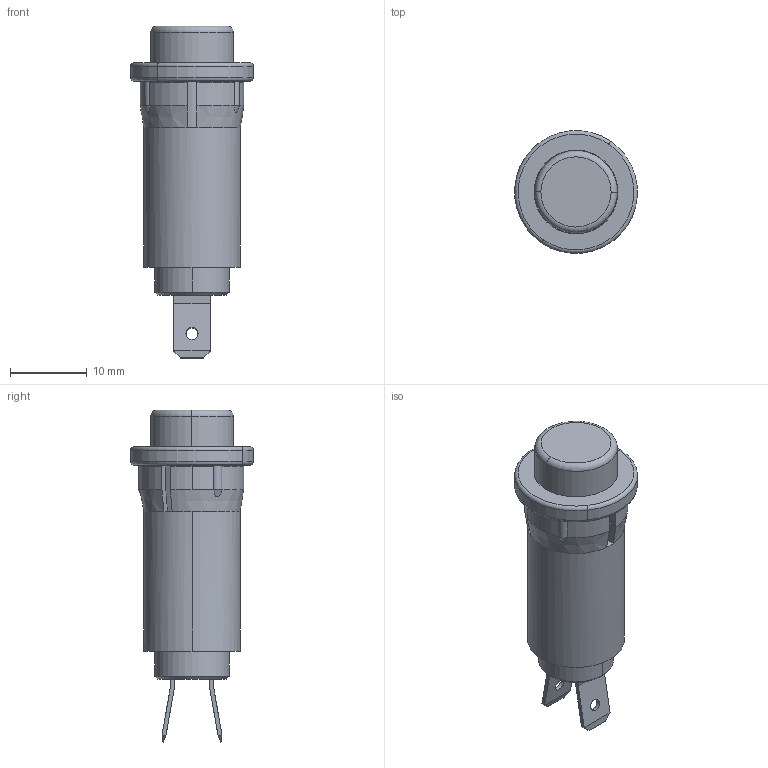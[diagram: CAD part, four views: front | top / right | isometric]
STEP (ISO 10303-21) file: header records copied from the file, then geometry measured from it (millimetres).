
FILE_DESCRIPTION (( 'STEP AP214' ), '1' );
FILE_NAME ('32R_21T.STEP', '2019-05-14T15:30:35', ( 'user' ), ( 'Microsoft' ), 'SwSTEP 2.0', 'SolidWorks 2018', '' );
FILE_SCHEMA (( 'AUTOMOTIVE_DESIGN' ));
Length unit declared in the file: foot
Products named in the file (6): 91000902xx; 92000110XX - P102145 Rev M; 32R_21T; 890039XX0X_Lens; 98004XXXXX_98001XXXXX_Base_9800480208; 7800301000 Terminal .187 W_.187 wide
Assembly tree (6 placements, depth 2):
  32R_21T
    92000110XX - P102145 Rev M
    91000902xx
    7800301000 Terminal .187 W_.187 wide  x2
    98004XXXXX_98001XXXXX_Base_9800480208
    890039XX0X_Lens
Bounding box: 15.96 x 15.96 x 43.23 mm (x, y, z)
Volume: 1983.6 mm3; surface area: 4566.9 mm2
Topology: 6 solids, 6 shells, 397 faces, 1060 edges, 679 vertices
Faces by surface type: cylinder 170, plane 166, torus 26, bspline 21, cone 12, sphere 2
Entity records: 12401 total; most frequent: CARTESIAN_POINT 2465, DIRECTION 2194, ORIENTED_EDGE 2004, EDGE_CURVE 1002, AXIS2_PLACEMENT_3D 880, VERTEX_POINT 643, CIRCLE 517, LINE 434
